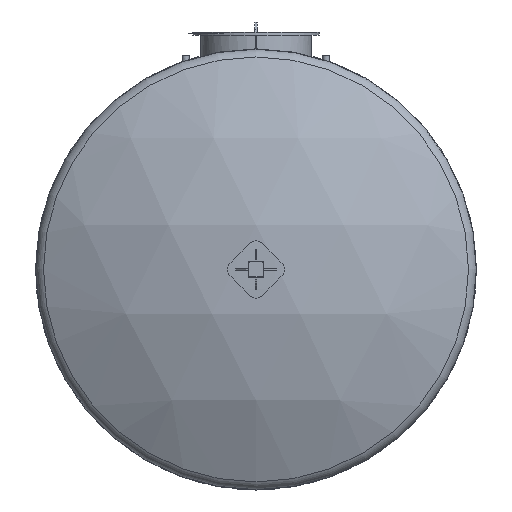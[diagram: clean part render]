
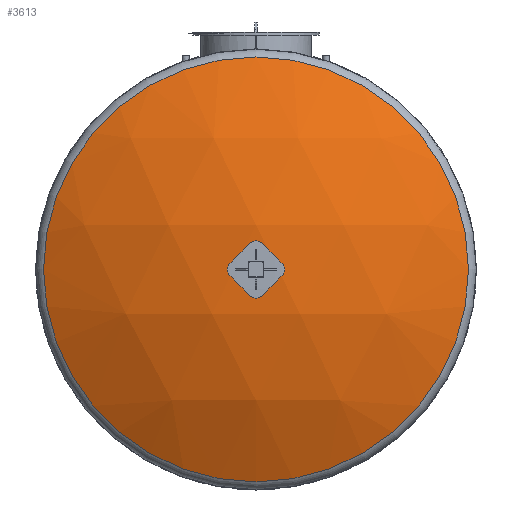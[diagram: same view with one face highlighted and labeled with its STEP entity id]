
A CAD part, left-side view. The second image highlights one B-rep face of the part: STEP entity #3613.
In plain terms, the highlighted spherical face has radius 2515 mm.
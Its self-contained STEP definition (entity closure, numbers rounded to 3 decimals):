
#25=SPHERICAL_SURFACE('',#3989,2515.);
#969=FACE_OUTER_BOUND('',#1172,.T.);
#1172=EDGE_LOOP('',(#2740));
#1348=CIRCLE('',#3987,1208.955);
#1590=VERTEX_POINT('',#6016);
#2049=EDGE_CURVE('',#1590,#1590,#1348,.T.);
#2740=ORIENTED_EDGE('',*,*,#2049,.T.);
#3613=ADVANCED_FACE('',(#969),#25,.T.);
#3987=AXIS2_PLACEMENT_3D('',#6017,#4664,#4665);
#3989=AXIS2_PLACEMENT_3D('',#6019,#4668,#4669);
#4664=DIRECTION('center_axis',(-1.,0.,0.));
#4665=DIRECTION('ref_axis',(0.,-1.,0.));
#4668=DIRECTION('center_axis',(0.,0.,1.));
#4669=DIRECTION('ref_axis',(0.,-1.,0.));
#6016=CARTESIAN_POINT('',(-110.251,0.,1208.955));
#6017=CARTESIAN_POINT('Origin',(-110.251,0.,0.));
#6019=CARTESIAN_POINT('Origin',(2095.118,0.,0.));
